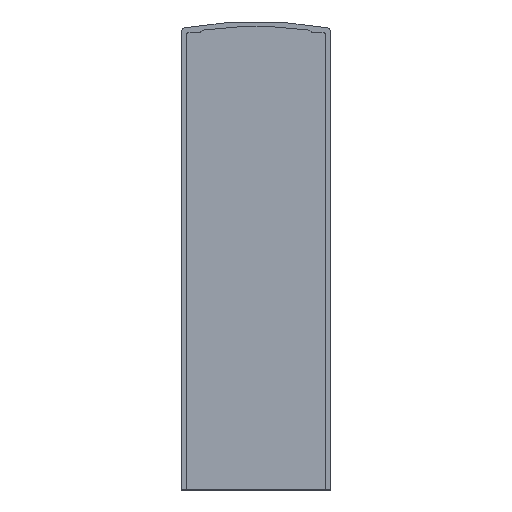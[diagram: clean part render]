
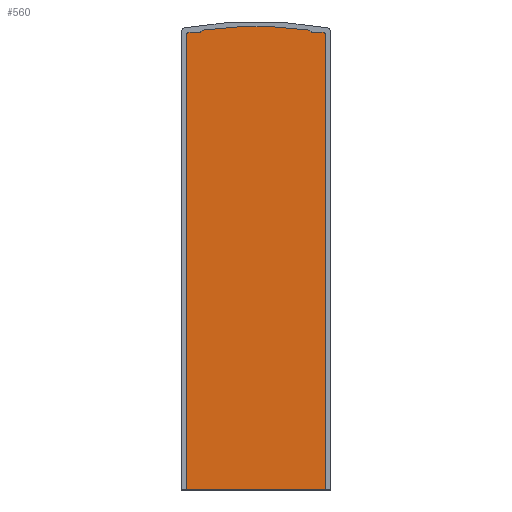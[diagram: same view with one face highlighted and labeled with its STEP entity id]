
A CAD part, top view. The second image highlights one B-rep face of the part: STEP entity #560.
In plain terms, the highlighted planar face has unit normal (0, 0, 1).
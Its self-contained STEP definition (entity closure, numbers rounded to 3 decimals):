
#1 = LINE ( 'NONE', #641, #338 ) ;
#7 = CARTESIAN_POINT ( 'NONE',  ( -3., 154.265, 2. ) ) ;
#12 = ORIENTED_EDGE ( 'NONE', *, *, #486, .T. ) ;
#36 = CARTESIAN_POINT ( 'NONE',  ( -28.75, 8.538, 2. ) ) ;
#52 = ORIENTED_EDGE ( 'NONE', *, *, #585, .T. ) ;
#59 = DIRECTION ( 'NONE',  ( 0., 1., 0. ) ) ;
#63 = VERTEX_POINT ( 'NONE', #630 ) ;
#64 = DIRECTION ( 'NONE',  ( 0., 0., -1. ) ) ;
#66 = VERTEX_POINT ( 'NONE', #285 ) ;
#86 = DIRECTION ( 'NONE',  ( 1., 0., 0. ) ) ;
#87 = CARTESIAN_POINT ( 'NONE',  ( -9.075, 155.224, 2. ) ) ;
#88 = ORIENTED_EDGE ( 'NONE', *, *, #203, .T. ) ;
#90 = AXIS2_PLACEMENT_3D ( 'NONE', #36, #494, #653 ) ;
#92 = ORIENTED_EDGE ( 'NONE', *, *, #122, .T. ) ;
#99 = VERTEX_POINT ( 'NONE', #277 ) ;
#105 = DIRECTION ( 'NONE',  ( 0., -1., 0. ) ) ;
#108 = DIRECTION ( 'NONE',  ( 0., 0., 1. ) ) ;
#116 = DIRECTION ( 'NONE',  ( -1., 0., 0. ) ) ;
#122 = EDGE_CURVE ( 'NONE', #155, #466, #738, .T. ) ;
#127 = CARTESIAN_POINT ( 'NONE',  ( -50.5, 155.265, 2. ) ) ;
#128 = CIRCLE ( 'NONE', #613, 1. ) ;
#129 = CARTESIAN_POINT ( 'NONE',  ( -3., 153.265, 2. ) ) ;
#138 = CARTESIAN_POINT ( 'NONE',  ( -8.194, 154.88, 2. ) ) ;
#142 = CARTESIAN_POINT ( 'NONE',  ( -7., 155.265, 2. ) ) ;
#144 = CARTESIAN_POINT ( 'NONE',  ( -48.159, 153.242, 2. ) ) ;
#150 = EDGE_CURVE ( 'NONE', #646, #701, #415, .T. ) ;
#155 = VERTEX_POINT ( 'NONE', #242 ) ;
#159 = CARTESIAN_POINT ( 'NONE',  ( -54.5, 153.265, 2. ) ) ;
#162 = CIRCLE ( 'NONE', #360, 1. ) ;
#170 = FACE_OUTER_BOUND ( 'NONE', #299, .T. ) ;
#175 = DIRECTION ( 'NONE',  ( -0.819, 0.574, 0. ) ) ;
#191 = LINE ( 'NONE', #715, #233 ) ;
#192 = VECTOR ( 'NONE', #116, 1000. ) ;
#201 = VECTOR ( 'NONE', #59, 1000. ) ;
#203 = EDGE_CURVE ( 'NONE', #554, #63, #675, .T. ) ;
#209 = VERTEX_POINT ( 'NONE', #289 ) ;
#217 = EDGE_CURVE ( 'NONE', #99, #264, #530, .T. ) ;
#220 = LINE ( 'NONE', #676, #747 ) ;
#229 = CIRCLE ( 'NONE', #90, 148. ) ;
#230 = DIRECTION ( 'NONE',  ( -1., 0., 0. ) ) ;
#233 = VECTOR ( 'NONE', #654, 1000. ) ;
#236 = CARTESIAN_POINT ( 'NONE',  ( -2., 0., 2. ) ) ;
#238 = ORIENTED_EDGE ( 'NONE', *, *, #596, .F. ) ;
#242 = CARTESIAN_POINT ( 'NONE',  ( -48.425, 155.224, 2. ) ) ;
#256 = CARTESIAN_POINT ( 'NONE',  ( -55.5, 153.265, 2. ) ) ;
#264 = VERTEX_POINT ( 'NONE', #661 ) ;
#265 = CARTESIAN_POINT ( 'NONE',  ( -3., 154.265, 2. ) ) ;
#269 = VERTEX_POINT ( 'NONE', #87 ) ;
#273 = DIRECTION ( 'NONE',  ( 0., 0., 1. ) ) ;
#277 = CARTESIAN_POINT ( 'NONE',  ( -2., -21.5, 2. ) ) ;
#279 = DIRECTION ( 'NONE',  ( 0., 0., 1. ) ) ;
#285 = CARTESIAN_POINT ( 'NONE',  ( -55.5, -21.5, 2. ) ) ;
#289 = CARTESIAN_POINT ( 'NONE',  ( -54.5, 154.265, 2. ) ) ;
#291 = EDGE_CURVE ( 'NONE', #466, #554, #191, .T. ) ;
#292 = DIRECTION ( 'NONE',  ( -1., 0., 0. ) ) ;
#297 = VERTEX_POINT ( 'NONE', #256 ) ;
#299 = EDGE_LOOP ( 'NONE', ( #370, #570, #420, #448, #589, #12, #92, #705, #88, #52, #517, #737, #238, #621 ) ) ;
#300 = DIRECTION ( 'NONE',  ( 1., 0., 0. ) ) ;
#302 = VERTEX_POINT ( 'NONE', #138 ) ;
#309 = PLANE ( 'NONE',  #540 ) ;
#315 = CARTESIAN_POINT ( 'NONE',  ( -7.574, 154.445, 2. ) ) ;
#318 = AXIS2_PLACEMENT_3D ( 'NONE', #144, #273, #616 ) ;
#326 = DIRECTION ( 'NONE',  ( -1., 0., 0. ) ) ;
#338 = VECTOR ( 'NONE', #175, 1000. ) ;
#346 = CIRCLE ( 'NONE', #588, 1. ) ;
#347 = DIRECTION ( 'NONE',  ( 1., 0., 0. ) ) ;
#360 = AXIS2_PLACEMENT_3D ( 'NONE', #159, #108, #402 ) ;
#370 = ORIENTED_EDGE ( 'NONE', *, *, #679, .T. ) ;
#374 = DIRECTION ( 'NONE',  ( 0., 0., 1. ) ) ;
#375 = EDGE_CURVE ( 'NONE', #302, #269, #567, .T. ) ;
#382 = CARTESIAN_POINT ( 'NONE',  ( -3., 153.265, 2. ) ) ;
#383 = DIRECTION ( 'NONE',  ( 0., 0., -1. ) ) ;
#386 = AXIS2_PLACEMENT_3D ( 'NONE', #553, #279, #388 ) ;
#388 = DIRECTION ( 'NONE',  ( 1., 0., 0. ) ) ;
#402 = DIRECTION ( 'NONE',  ( 1., 0., 0. ) ) ;
#410 = LINE ( 'NONE', #424, #639 ) ;
#413 = LINE ( 'NONE', #582, #687 ) ;
#415 = LINE ( 'NONE', #7, #192 ) ;
#420 = ORIENTED_EDGE ( 'NONE', *, *, #483, .T. ) ;
#424 = CARTESIAN_POINT ( 'NONE',  ( -2., -21.5, 2. ) ) ;
#448 = ORIENTED_EDGE ( 'NONE', *, *, #541, .T. ) ;
#450 = EDGE_CURVE ( 'NONE', #297, #66, #220, .T. ) ;
#455 = EDGE_CURVE ( 'NONE', #209, #297, #162, .T. ) ;
#466 = VERTEX_POINT ( 'NONE', #725 ) ;
#477 = DIRECTION ( 'NONE',  ( 0., 0., 1. ) ) ;
#483 = EDGE_CURVE ( 'NONE', #701, #695, #128, .T. ) ;
#486 = EDGE_CURVE ( 'NONE', #269, #155, #229, .T. ) ;
#494 = DIRECTION ( 'NONE',  ( 0., 0., 1. ) ) ;
#517 = ORIENTED_EDGE ( 'NONE', *, *, #455, .T. ) ;
#530 = LINE ( 'NONE', #236, #201 ) ;
#540 = AXIS2_PLACEMENT_3D ( 'NONE', #129, #477, #347 ) ;
#541 = EDGE_CURVE ( 'NONE', #695, #302, #1, .T. ) ;
#553 = CARTESIAN_POINT ( 'NONE',  ( -9.341, 153.242, 2. ) ) ;
#554 = VERTEX_POINT ( 'NONE', #714 ) ;
#560 = ADVANCED_FACE ( 'NONE', ( #170 ), #309, .T. ) ;
#567 = CIRCLE ( 'NONE', #386, 2. ) ;
#570 = ORIENTED_EDGE ( 'NONE', *, *, #150, .T. ) ;
#582 = CARTESIAN_POINT ( 'NONE',  ( -54.5, 154.265, 2. ) ) ;
#585 = EDGE_CURVE ( 'NONE', #63, #209, #413, .T. ) ;
#588 = AXIS2_PLACEMENT_3D ( 'NONE', #382, #374, #86 ) ;
#589 = ORIENTED_EDGE ( 'NONE', *, *, #375, .T. ) ;
#596 = EDGE_CURVE ( 'NONE', #99, #66, #410, .T. ) ;
#613 = AXIS2_PLACEMENT_3D ( 'NONE', #142, #383, #326 ) ;
#616 = DIRECTION ( 'NONE',  ( -1., 0., 0. ) ) ;
#621 = ORIENTED_EDGE ( 'NONE', *, *, #217, .T. ) ;
#630 = CARTESIAN_POINT ( 'NONE',  ( -50.5, 154.265, 2. ) ) ;
#639 = VECTOR ( 'NONE', #292, 1000. ) ;
#641 = CARTESIAN_POINT ( 'NONE',  ( -7.574, 154.445, 2. ) ) ;
#644 = AXIS2_PLACEMENT_3D ( 'NONE', #127, #64, #300 ) ;
#646 = VERTEX_POINT ( 'NONE', #265 ) ;
#653 = DIRECTION ( 'NONE',  ( 1., 0., 0. ) ) ;
#654 = DIRECTION ( 'NONE',  ( -0.819, -0.574, 0. ) ) ;
#661 = CARTESIAN_POINT ( 'NONE',  ( -2., 153.265, 2. ) ) ;
#675 = CIRCLE ( 'NONE', #644, 1. ) ;
#676 = CARTESIAN_POINT ( 'NONE',  ( -55.5, 153.265, 2. ) ) ;
#679 = EDGE_CURVE ( 'NONE', #264, #646, #346, .T. ) ;
#687 = VECTOR ( 'NONE', #230, 1000. ) ;
#695 = VERTEX_POINT ( 'NONE', #315 ) ;
#701 = VERTEX_POINT ( 'NONE', #727 ) ;
#705 = ORIENTED_EDGE ( 'NONE', *, *, #291, .T. ) ;
#714 = CARTESIAN_POINT ( 'NONE',  ( -49.926, 154.445, 2. ) ) ;
#715 = CARTESIAN_POINT ( 'NONE',  ( -49.926, 154.445, 2. ) ) ;
#725 = CARTESIAN_POINT ( 'NONE',  ( -49.306, 154.88, 2. ) ) ;
#727 = CARTESIAN_POINT ( 'NONE',  ( -7., 154.265, 2. ) ) ;
#737 = ORIENTED_EDGE ( 'NONE', *, *, #450, .T. ) ;
#738 = CIRCLE ( 'NONE', #318, 2. ) ;
#747 = VECTOR ( 'NONE', #105, 1000. ) ;
